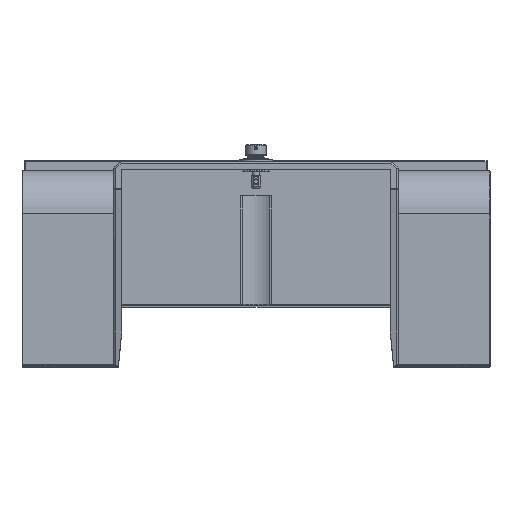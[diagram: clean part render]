
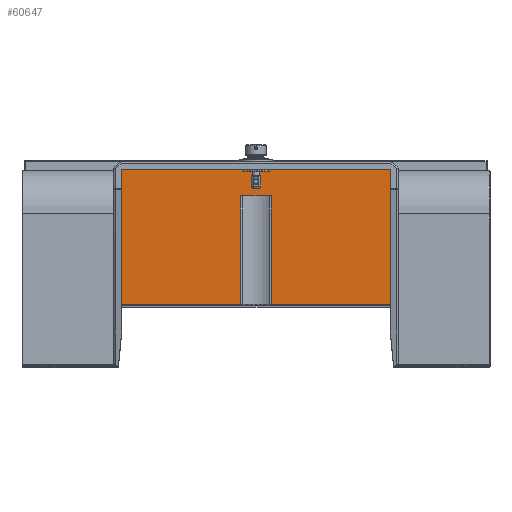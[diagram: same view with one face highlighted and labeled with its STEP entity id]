
A CAD part, top view. The second image highlights one B-rep face of the part: STEP entity #60647.
In plain terms, the highlighted planar face has unit normal (0, 0, 1).
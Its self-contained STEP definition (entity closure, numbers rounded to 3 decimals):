
#3918=DIRECTION('',(0.,-1.,0.));
#3919=VECTOR('',#3918,40.5);
#3920=CARTESIAN_POINT('',(-40.3,-2.35,109.75));
#3921=LINE('',#3920,#3919);
#7653=DIRECTION('',(0.,-1.,0.));
#7654=VECTOR('',#7653,40.5);
#7655=CARTESIAN_POINT('',(40.3,-2.35,109.75));
#7656=LINE('',#7655,#7654);
#8046=DIRECTION('',(-1.,0.,0.));
#8047=VECTOR('',#8046,35.782);
#8048=CARTESIAN_POINT('',(-4.518,-42.85,109.75));
#8049=LINE('',#8048,#8047);
#8050=DIRECTION('',(-1.,0.,0.));
#8051=VECTOR('',#8050,35.782);
#8052=CARTESIAN_POINT('',(40.3,-42.85,109.75));
#8053=LINE('',#8052,#8051);
#8054=DIRECTION('',(0.,-1.,0.));
#8055=VECTOR('',#8054,32.5);
#8056=CARTESIAN_POINT('',(4.518,-10.35,109.75));
#8057=LINE('',#8056,#8055);
#8058=DIRECTION('',(0.,1.,0.));
#8059=VECTOR('',#8058,32.5);
#8060=CARTESIAN_POINT('',(-4.518,-42.85,109.75));
#8061=LINE('',#8060,#8059);
#8062=DIRECTION('',(1.,0.,0.));
#8063=VECTOR('',#8062,80.6);
#8064=CARTESIAN_POINT('',(-40.3,-2.35,109.75));
#8065=LINE('',#8064,#8063);
#12950=DIRECTION('',(1.,0.,0.));
#12951=VECTOR('',#12950,9.035);
#12952=CARTESIAN_POINT('',(-4.518,-10.35,109.75));
#12953=LINE('',#12952,#12951);
#48664=CARTESIAN_POINT('',(-40.3,-2.35,109.75));
#48665=CARTESIAN_POINT('',(40.3,-2.35,109.75));
#48666=VERTEX_POINT('',#48664);
#48667=VERTEX_POINT('',#48665);
#48680=CARTESIAN_POINT('',(-4.518,-10.35,109.75));
#48681=VERTEX_POINT('',#48680);
#48682=CARTESIAN_POINT('',(4.518,-10.35,109.75));
#48683=VERTEX_POINT('',#48682);
#51038=CARTESIAN_POINT('',(-4.518,-42.85,109.75));
#51039=CARTESIAN_POINT('',(-40.3,-42.85,109.75));
#51040=VERTEX_POINT('',#51038);
#51041=VERTEX_POINT('',#51039);
#51056=CARTESIAN_POINT('',(4.518,-42.85,109.75));
#51057=VERTEX_POINT('',#51056);
#51060=CARTESIAN_POINT('',(40.3,-42.85,109.75));
#51061=VERTEX_POINT('',#51060);
#60627=CARTESIAN_POINT('',(40.3,-2.35,109.75));
#60628=DIRECTION('',(0.,0.,1.));
#60629=DIRECTION('',(-1.,0.,0.));
#60630=AXIS2_PLACEMENT_3D('',#60627,#60628,#60629);
#60631=PLANE('',#60630);
#60632=ORIENTED_EDGE('',*,*,#60618,.T.);
#60633=ORIENTED_EDGE('',*,*,#57559,.F.);
#60635=ORIENTED_EDGE('',*,*,#60634,.T.);
#60636=ORIENTED_EDGE('',*,*,#60377,.T.);
#60638=ORIENTED_EDGE('',*,*,#60637,.T.);
#60640=ORIENTED_EDGE('',*,*,#60639,.F.);
#60642=ORIENTED_EDGE('',*,*,#60641,.F.);
#60644=ORIENTED_EDGE('',*,*,#60643,.F.);
#60645=EDGE_LOOP('',(#60632,#60633,#60635,#60636,#60638,#60640,#60642,#60644));
#60646=FACE_OUTER_BOUND('',#60645,.F.);
#60647=ADVANCED_FACE('',(#60646),#60631,.T.);
#57559=EDGE_CURVE('',#48666,#51041,#3921,.T.);
#60377=EDGE_CURVE('',#48667,#51061,#7656,.T.);
#60618=EDGE_CURVE('',#51040,#51041,#8049,.T.);
#60634=EDGE_CURVE('',#48666,#48667,#8065,.T.);
#60637=EDGE_CURVE('',#51061,#51057,#8053,.T.);
#60639=EDGE_CURVE('',#48683,#51057,#8057,.T.);
#60641=EDGE_CURVE('',#48681,#48683,#12953,.T.);
#60643=EDGE_CURVE('',#51040,#48681,#8061,.T.);
